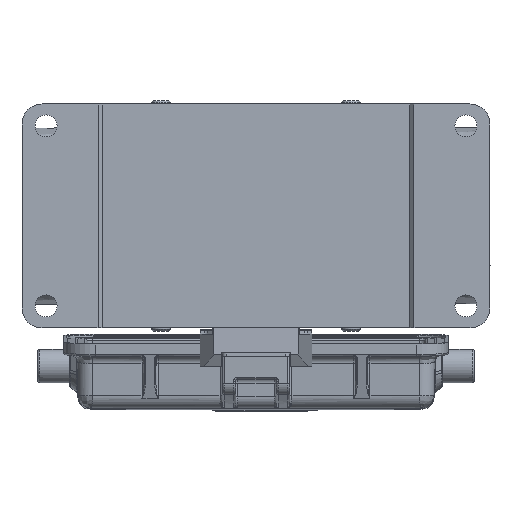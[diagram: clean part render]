
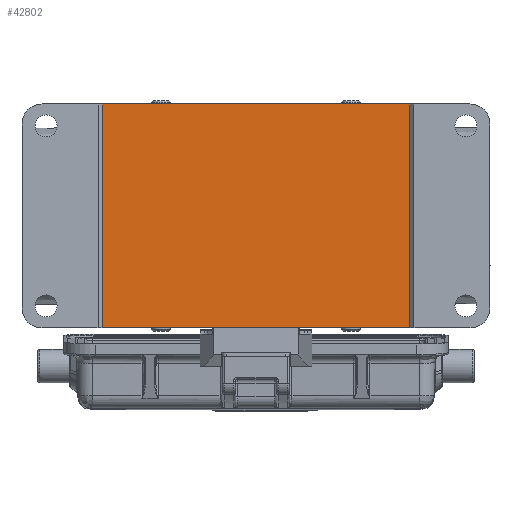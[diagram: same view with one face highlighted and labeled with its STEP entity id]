
A CAD part, front view. The second image highlights one B-rep face of the part: STEP entity #42802.
In plain terms, the highlighted planar face has unit normal (0, -1, 0).
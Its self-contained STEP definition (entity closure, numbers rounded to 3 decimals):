
#9798 = VECTOR ( 'NONE', #22067, 1000. ) ;
#9801 = VECTOR ( 'NONE', #22064, 1000. ) ;
#9803 = VECTOR ( 'NONE', #22061, 1000. ) ;
#9806 = VECTOR ( 'NONE', #22058, 1000. ) ;
#22056 = LINE ( 'NONE', #22057, #9806 ) ;
#22057 = CARTESIAN_POINT ( 'NONE',  ( 38.5, -23., 33.6 ) ) ;
#22058 = DIRECTION ( 'NONE',  ( 0., 0., 1. ) ) ;
#22059 = LINE ( 'NONE', #22060, #9803 ) ;
#22060 = CARTESIAN_POINT ( 'NONE',  ( 58.5, -23., -28. ) ) ;
#22061 = DIRECTION ( 'NONE',  ( -1., 0., 0. ) ) ;
#22062 = LINE ( 'NONE', #22063, #9801 ) ;
#22063 = CARTESIAN_POINT ( 'NONE',  ( -58.5, -23., 28. ) ) ;
#22064 = DIRECTION ( 'NONE',  ( 1., 0., 0. ) ) ;
#22065 = LINE ( 'NONE', #22066, #9798 ) ;
#22066 = CARTESIAN_POINT ( 'NONE',  ( -38.5, -23., 33.6 ) ) ;
#22067 = DIRECTION ( 'NONE',  ( 0., 0., -1. ) ) ;
#30632 = PLANE ( 'NONE',  #31574 ) ;
#30633 = CARTESIAN_POINT ( 'NONE',  ( 38.5, -23., 33.6 ) ) ;
#30634 = DIRECTION ( 'NONE',  ( 0., 1., 0. ) ) ;
#30635 = DIRECTION ( 'NONE',  ( 0., 0., 1. ) ) ;
#31573 = FACE_OUTER_BOUND ( 'NONE', #34526, .T. ) ;
#31574 = AXIS2_PLACEMENT_3D ( 'NONE', #30633, #30634, #30635 ) ;
#34354 = VERTEX_POINT ( 'NONE', #47361 ) ;
#34526 = EDGE_LOOP ( 'NONE', ( #40694, #40697, #40696, #40698 ) ) ;
#34588 = VERTEX_POINT ( 'NONE', #48212 ) ;
#34591 = VERTEX_POINT ( 'NONE', #48213 ) ;
#34602 = VERTEX_POINT ( 'NONE', #48219 ) ;
#39378 = EDGE_CURVE ( 'NONE', #34588, #34602, #22056, .T. ) ;
#39379 = EDGE_CURVE ( 'NONE', #34588, #34591, #22059, .T. ) ;
#39380 = EDGE_CURVE ( 'NONE', #34354, #34602, #22062, .T. ) ;
#39381 = EDGE_CURVE ( 'NONE', #34354, #34591, #22065, .T. ) ;
#40694 = ORIENTED_EDGE ( 'NONE', *, *, #39379, .F. ) ;
#40696 = ORIENTED_EDGE ( 'NONE', *, *, #39380, .F. ) ;
#40697 = ORIENTED_EDGE ( 'NONE', *, *, #39378, .T. ) ;
#40698 = ORIENTED_EDGE ( 'NONE', *, *, #39381, .T. ) ;
#42802 = ADVANCED_FACE ( 'NONE', ( #31573 ), #30632, .F. ) ;
#47361 = CARTESIAN_POINT ( 'NONE',  ( -38.5, -23., 28. ) ) ;
#48212 = CARTESIAN_POINT ( 'NONE',  ( 38.5, -23., -28. ) ) ;
#48213 = CARTESIAN_POINT ( 'NONE',  ( -38.5, -23., -28. ) ) ;
#48219 = CARTESIAN_POINT ( 'NONE',  ( 38.5, -23., 28. ) ) ;
